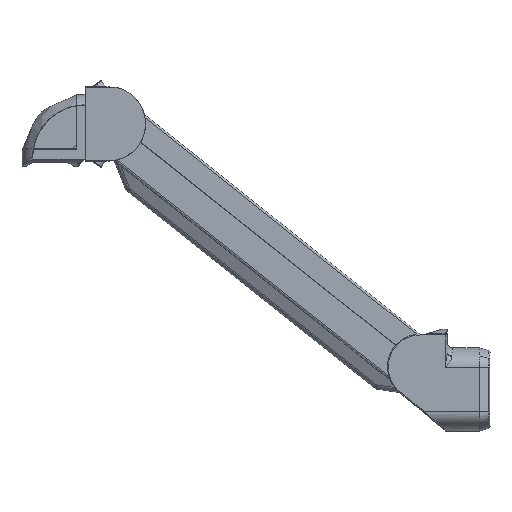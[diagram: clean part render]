
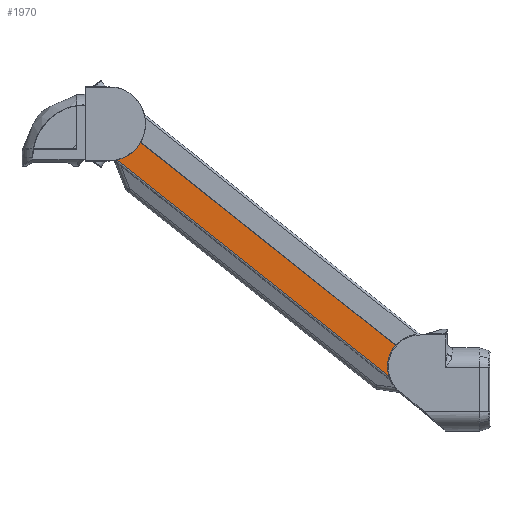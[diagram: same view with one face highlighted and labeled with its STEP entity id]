
A CAD part, top view. The second image highlights one B-rep face of the part: STEP entity #1970.
In plain terms, the highlighted planar face has unit normal (0, 0, 1).
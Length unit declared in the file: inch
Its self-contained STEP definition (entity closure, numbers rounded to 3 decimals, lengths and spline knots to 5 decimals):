
#1000 = LINE ( 'NONE', #36643, #7551 ) ;
#1228 = CARTESIAN_POINT ( 'NONE',  ( -24.35661, 16.45014, 1.90266 ) ) ;
#1385 = CARTESIAN_POINT ( 'NONE',  ( -24.11152, 16.75825, 1.90266 ) ) ;
#1970 = ADVANCED_FACE ( 'NONE', ( #40498 ), #33547, .T. ) ;
#4549 = EDGE_CURVE ( 'NONE', #31491, #41207, #29701, .T. ) ;
#5123 = DIRECTION ( 'NONE',  ( -1., 0., 0. ) ) ;
#6169 = CARTESIAN_POINT ( 'NONE',  ( -0.44306, 0.3457, 1.90266 ) ) ;
#7551 = VECTOR ( 'NONE', #8223, 39.37008 ) ;
#8223 = DIRECTION ( 'NONE',  ( 0.623, 0.783, 0. ) ) ;
#9303 = CARTESIAN_POINT ( 'NONE',  ( -22.93509, 18.23718, 1.90266 ) ) ;
#10535 = VECTOR ( 'NONE', #30221, 39.37008 ) ;
#11948 = EDGE_CURVE ( 'NONE', #26063, #38250, #39522, .T. ) ;
#13516 = VECTOR ( 'NONE', #27557, 39.37008 ) ;
#14029 = CARTESIAN_POINT ( 'NONE',  ( -1.61248, -1.44064, 1.90266 ) ) ;
#15223 = DIRECTION ( 'NONE',  ( 0.623, 0.783, 0. ) ) ;
#15679 = LINE ( 'NONE', #1228, #41386 ) ;
#17465 = VECTOR ( 'NONE', #43859, 39.37008 ) ;
#19199 = CARTESIAN_POINT ( 'NONE',  ( -22.93509, 18.23718, 1.90266 ) ) ;
#19899 = CARTESIAN_POINT ( 'NONE',  ( -23.86643, 17.06636, 1.90266 ) ) ;
#20557 = CARTESIAN_POINT ( 'NONE',  ( -1.14682, -0.85523, 1.90266 ) ) ;
#21034 = EDGE_CURVE ( 'NONE', #26063, #41207, #15679, .T. ) ;
#21607 = CARTESIAN_POINT ( 'NONE',  ( -1.29387, -1.0401, 1.90266 ) ) ;
#23529 = DIRECTION ( 'NONE',  ( 1., 0., 0. ) ) ;
#24752 = ORIENTED_EDGE ( 'NONE', *, *, #44783, .T. ) ;
#26063 = VERTEX_POINT ( 'NONE', #19899 ) ;
#26158 = LINE ( 'NONE', #43583, #38012 ) ;
#26742 = LINE ( 'NONE', #33245, #10535 ) ;
#27557 = DIRECTION ( 'NONE',  ( 0.506, 0.863, 0. ) ) ;
#29701 = LINE ( 'NONE', #19199, #17465 ) ;
#30221 = DIRECTION ( 'NONE',  ( 0.783, -0.623, 0. ) ) ;
#31484 = ORIENTED_EDGE ( 'NONE', *, *, #33990, .T. ) ;
#31491 = VERTEX_POINT ( 'NONE', #6169 ) ;
#33245 = CARTESIAN_POINT ( 'NONE',  ( -24.01208, 16.37731, 1.90266 ) ) ;
#33547 = PLANE ( 'NONE',  #37707 ) ;
#33990 = EDGE_CURVE ( 'NONE', #44851, #31491, #38243, .T. ) ;
#34004 = DIRECTION ( 'NONE',  ( 0., 0., 1. ) ) ;
#35078 = CARTESIAN_POINT ( 'NONE',  ( -1.14682, -0.85523, 1.90266 ) ) ;
#36394 = DIRECTION ( 'NONE',  ( 0.623, 0.783, 0. ) ) ;
#36492 = ORIENTED_EDGE ( 'NONE', *, *, #4549, .T. ) ;
#36643 = CARTESIAN_POINT ( 'NONE',  ( -1.29387, -1.0401, 1.90266 ) ) ;
#36962 = EDGE_LOOP ( 'NONE', ( #36492, #40402, #38613, #24752, #40120, #41898, #31484 ) ) ;
#37028 = DIRECTION ( 'NONE',  ( 0., 0., -1. ) ) ;
#37088 = EDGE_CURVE ( 'NONE', #38383, #44851, #1000, .T. ) ;
#37258 = VERTEX_POINT ( 'NONE', #14029 ) ;
#37707 = AXIS2_PLACEMENT_3D ( 'NONE', #9303, #34004, #23529 ) ;
#38012 = VECTOR ( 'NONE', #36394, 39.37008 ) ;
#38243 = LINE ( 'NONE', #20557, #13516 ) ;
#38250 = VERTEX_POINT ( 'NONE', #40686 ) ;
#38383 = VERTEX_POINT ( 'NONE', #21607 ) ;
#38613 = ORIENTED_EDGE ( 'NONE', *, *, #11948, .T. ) ;
#39522 = CIRCLE ( 'NONE', #44705, 0.3937 ) ;
#40120 = ORIENTED_EDGE ( 'NONE', *, *, #44466, .T. ) ;
#40402 = ORIENTED_EDGE ( 'NONE', *, *, #21034, .F. ) ;
#40498 = FACE_OUTER_BOUND ( 'NONE', #36962, .T. ) ;
#40686 = CARTESIAN_POINT ( 'NONE',  ( -24.01208, 16.37731, 1.90266 ) ) ;
#41207 = VERTEX_POINT ( 'NONE', #41283 ) ;
#41283 = CARTESIAN_POINT ( 'NONE',  ( -22.93509, 18.23718, 1.90266 ) ) ;
#41386 = VECTOR ( 'NONE', #15223, 39.37008 ) ;
#41898 = ORIENTED_EDGE ( 'NONE', *, *, #37088, .T. ) ;
#43583 = CARTESIAN_POINT ( 'NONE',  ( -1.61248, -1.44064, 1.90266 ) ) ;
#43859 = DIRECTION ( 'NONE',  ( -0.783, 0.623, 0. ) ) ;
#44466 = EDGE_CURVE ( 'NONE', #37258, #38383, #26158, .T. ) ;
#44705 = AXIS2_PLACEMENT_3D ( 'NONE', #1385, #37028, #5123 ) ;
#44783 = EDGE_CURVE ( 'NONE', #38250, #37258, #26742, .T. ) ;
#44851 = VERTEX_POINT ( 'NONE', #35078 ) ;
